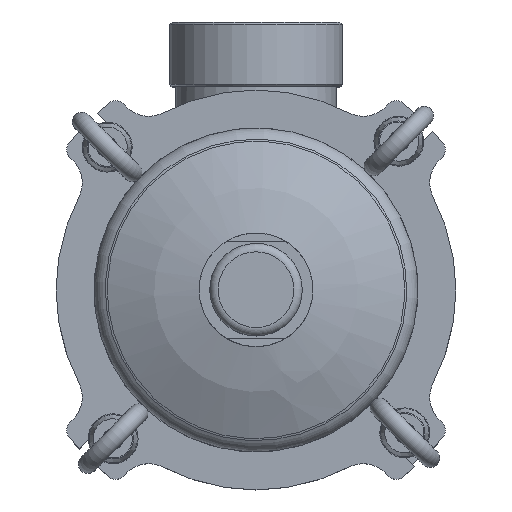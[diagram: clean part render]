
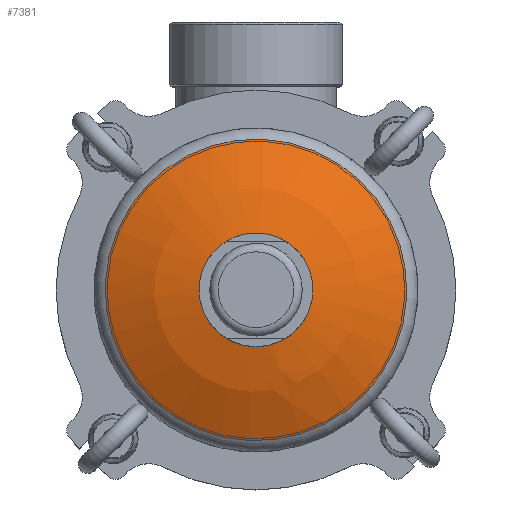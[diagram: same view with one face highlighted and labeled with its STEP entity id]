
A CAD part, top view. The second image highlights one B-rep face of the part: STEP entity #7381.
In plain terms, the highlighted spherical face has radius 154 mm.
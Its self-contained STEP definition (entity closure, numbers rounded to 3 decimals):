
#21=SPHERICAL_SURFACE('',#9363,154.);
#2465=ORIENTED_EDGE('',*,*,#3993,.F.);
#2466=ORIENTED_EDGE('',*,*,#3994,.T.);
#3993=EDGE_CURVE('',#4860,#4860,#5463,.T.);
#3994=EDGE_CURVE('',#4861,#4861,#5464,.T.);
#4860=VERTEX_POINT('',#15210);
#4861=VERTEX_POINT('',#15212);
#5463=CIRCLE('',#9364,71.653);
#5464=CIRCLE('',#9365,24.);
#5946=EDGE_LOOP('',(#2465));
#5947=EDGE_LOOP('',(#2466));
#6608=FACE_BOUND('',#5946,.T.);
#6609=FACE_BOUND('',#5947,.T.);
#7381=ADVANCED_FACE('',(#6608,#6609),#21,.T.);
#9363=AXIS2_PLACEMENT_3D('',#15208,#10968,#10969);
#9364=AXIS2_PLACEMENT_3D('',#15209,#10970,#10971);
#9365=AXIS2_PLACEMENT_3D('',#15211,#10972,#10973);
#10968=DIRECTION('',(0.,1.,0.));
#10969=DIRECTION('',(1.,0.,0.));
#10970=DIRECTION('',(0.,1.,0.));
#10971=DIRECTION('',(0.,0.,1.));
#10972=DIRECTION('',(0.,1.,0.));
#10973=DIRECTION('',(0.,0.,1.));
#15208=CARTESIAN_POINT('',(0.,154.,0.));
#15209=CARTESIAN_POINT('',(0.,17.685,0.));
#15210=CARTESIAN_POINT('',(0.,17.685,71.653));
#15211=CARTESIAN_POINT('',(0.,1.882,0.));
#15212=CARTESIAN_POINT('',(0.,1.882,24.));
